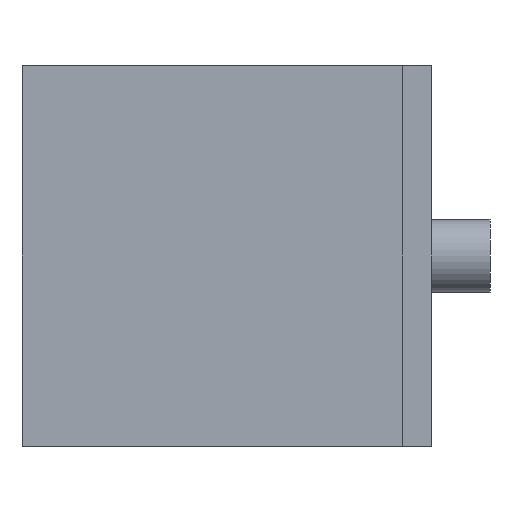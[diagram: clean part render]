
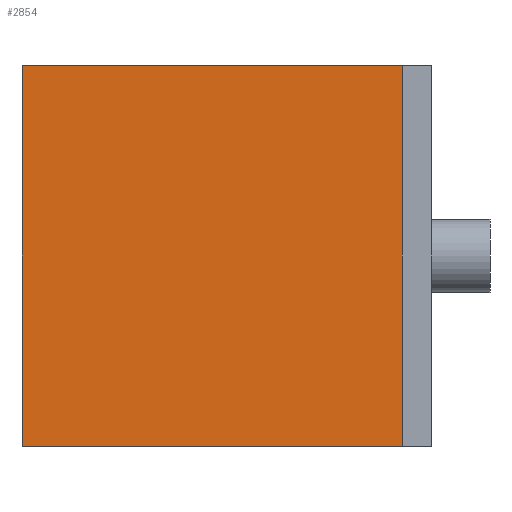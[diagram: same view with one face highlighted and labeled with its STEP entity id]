
A CAD part, left-side view. The second image highlights one B-rep face of the part: STEP entity #2854.
In plain terms, the highlighted planar face has unit normal (-1, 0, 0).
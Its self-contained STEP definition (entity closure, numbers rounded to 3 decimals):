
#223=PLANE('',#3212);
#385=FACE_OUTER_BOUND('',#582,.T.);
#582=EDGE_LOOP('',(#2558,#2559,#2560,#2561));
#817=LINE('',#4722,#1099);
#861=LINE('',#4810,#1143);
#862=LINE('',#4812,#1144);
#863=LINE('',#4813,#1145);
#1099=VECTOR('',#3900,10.);
#1143=VECTOR('',#3978,10.);
#1144=VECTOR('',#3979,10.);
#1145=VECTOR('',#3980,10.);
#1474=VERTEX_POINT('',#4719);
#1475=VERTEX_POINT('',#4721);
#1502=VERTEX_POINT('',#4809);
#1503=VERTEX_POINT('',#4811);
#1817=EDGE_CURVE('',#1475,#1474,#817,.T.);
#1863=EDGE_CURVE('',#1502,#1474,#861,.T.);
#1864=EDGE_CURVE('',#1503,#1502,#862,.T.);
#1865=EDGE_CURVE('',#1475,#1503,#863,.T.);
#2558=ORIENTED_EDGE('',*,*,#1817,.T.);
#2559=ORIENTED_EDGE('',*,*,#1863,.F.);
#2560=ORIENTED_EDGE('',*,*,#1864,.F.);
#2561=ORIENTED_EDGE('',*,*,#1865,.F.);
#2854=ADVANCED_FACE('',(#385),#223,.T.);
#3212=AXIS2_PLACEMENT_3D('',#4808,#3976,#3977);
#3900=DIRECTION('',(0.,0.,1.));
#3976=DIRECTION('center_axis',(-1.,0.,0.));
#3977=DIRECTION('ref_axis',(0.,0.,1.));
#3978=DIRECTION('',(0.,-1.,0.));
#3979=DIRECTION('',(0.,0.,1.));
#3980=DIRECTION('',(0.,1.,0.));
#4719=CARTESIAN_POINT('',(-26.,-24.,26.));
#4721=CARTESIAN_POINT('',(-26.,-24.,-26.));
#4722=CARTESIAN_POINT('',(-26.,-24.,-3.722));
#4808=CARTESIAN_POINT('Origin',(-26.,26.,-26.));
#4809=CARTESIAN_POINT('',(-26.,28.,26.));
#4810=CARTESIAN_POINT('',(-26.,26.,26.));
#4811=CARTESIAN_POINT('',(-26.,28.,-26.));
#4812=CARTESIAN_POINT('',(-26.,28.,-26.));
#4813=CARTESIAN_POINT('',(-26.,26.,-26.));
